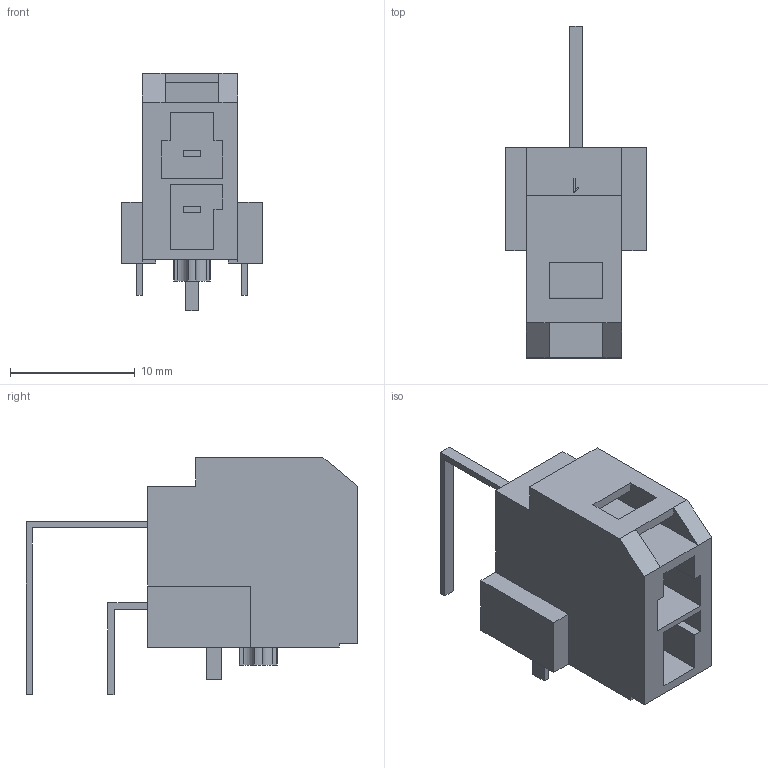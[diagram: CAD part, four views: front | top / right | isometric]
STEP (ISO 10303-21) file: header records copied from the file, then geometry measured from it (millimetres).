
FILE_DESCRIPTION((''),'2;1');
FILE_NAME('2035551012','2019-05-17T',('gga'),(''),'PRO/ENGINEER BY PARAMETRIC TECHNOLOGY CORPORATION, 2016010','PRO/ENGINEER BY PARAMETRIC TECHNOLOGY CORPORATION, 2016010','');
FILE_SCHEMA(('CONFIG_CONTROL_DESIGN'));
Length unit declared in the file: millimetre
Products named in the file (1): 2035551012
Bounding box: 11.27 x 26.6 x 19.01 mm (x, y, z)
Volume: 1678.8 mm3; surface area: 1560.9 mm2
Topology: 1 solids, 1 shells, 106 faces, 293 edges, 198 vertices
Faces by surface type: plane 96, cylinder 8, extrusion 2
Entity records: 3403 total; most frequent: CARTESIAN_POINT 625, ORIENTED_EDGE 566, DIRECTION 528, EDGE_CURVE 283, VECTOR 264, LINE 262, VERTEX_POINT 188, AXIS2_PLACEMENT_3D 132
